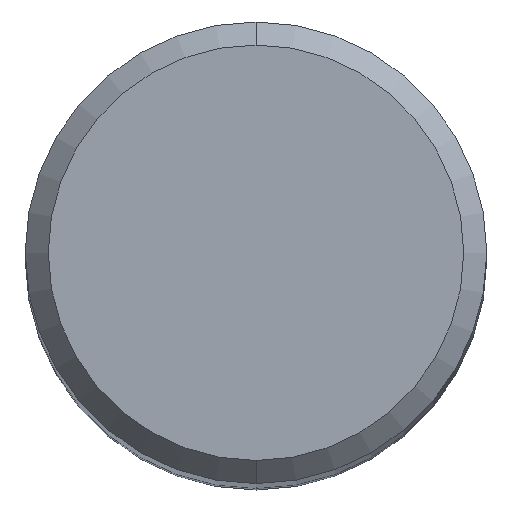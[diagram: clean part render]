
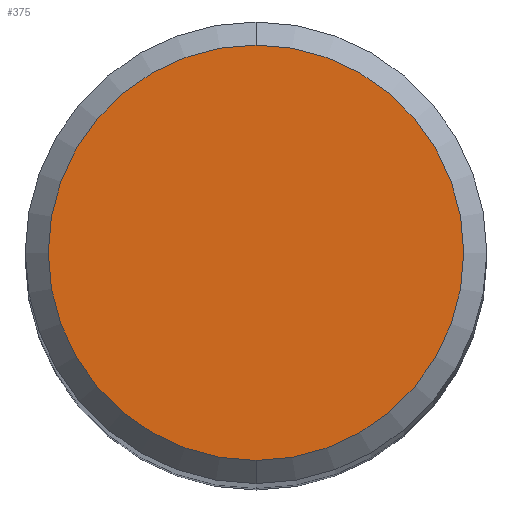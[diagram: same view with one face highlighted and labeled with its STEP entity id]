
A CAD part, top view. The second image highlights one B-rep face of the part: STEP entity #375.
In plain terms, the highlighted planar face has unit normal (0, 0, 1).
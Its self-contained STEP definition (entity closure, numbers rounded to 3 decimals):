
#277=VERTEX_POINT('',#543);
#307=VERTEX_POINT('',#574);
#349=EDGE_CURVE('',#307,#277,#621,.T.);
#369=EDGE_CURVE('',#277,#307,#642,.T.);
#375=ADVANCED_FACE('',(#648),#649,.T.);
#543=CARTESIAN_POINT('',(0.0,4.5,0.0));
#574=CARTESIAN_POINT('',(0.,-4.5,0.0));
#621=CIRCLE('',#1188,4.5);
#642=CIRCLE('',#1222,4.5);
#648=FACE_OUTER_BOUND('',#1230,.T.);
#649=PLANE('',#1231);
#1188=AXIS2_PLACEMENT_3D('',#1498,#1499,#1500);
#1222=AXIS2_PLACEMENT_3D('',#1515,#1516,#1517);
#1230=EDGE_LOOP('',(#1520,#1521));
#1231=AXIS2_PLACEMENT_3D('',#1522,#1523,#1524);
#1498=CARTESIAN_POINT('',(0.0,0.0,0.0));
#1499=DIRECTION('',(0.0,0.0,-1.0));
#1500=DIRECTION('',(0.0,1.0,0.0));
#1515=CARTESIAN_POINT('',(0.0,0.0,0.0));
#1516=DIRECTION('',(0.0,0.0,-1.0));
#1517=DIRECTION('',(0.0,1.0,0.0));
#1520=ORIENTED_EDGE('',*,*,#369,.F.);
#1521=ORIENTED_EDGE('',*,*,#349,.F.);
#1522=CARTESIAN_POINT('',(0.0,2.25,0.0));
#1523=DIRECTION('',(-0.0,0.0,1.0));
#1524=DIRECTION('',(0.0,-1.0,0.0));
